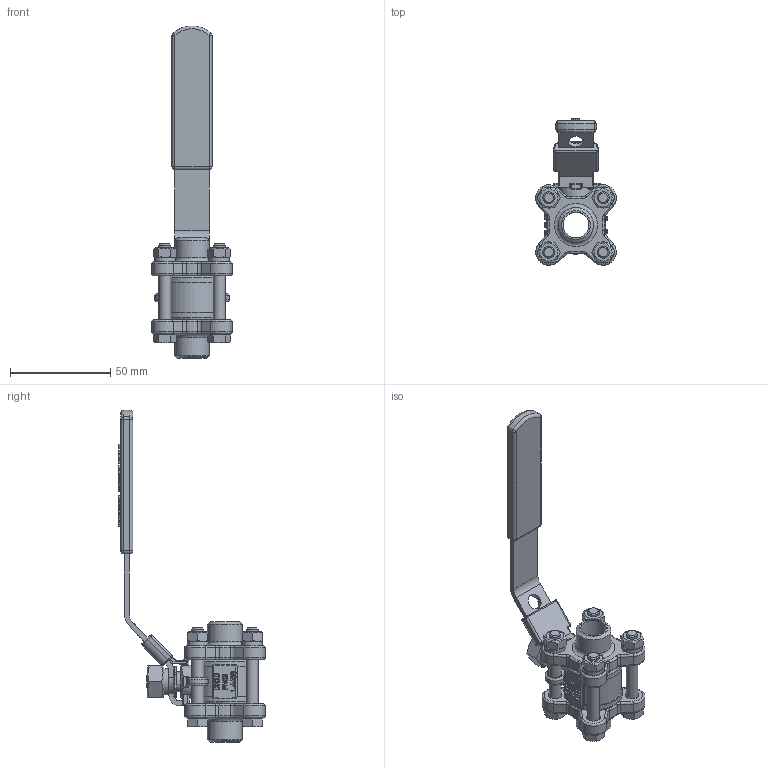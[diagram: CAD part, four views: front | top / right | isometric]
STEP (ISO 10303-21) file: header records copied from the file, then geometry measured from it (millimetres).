
FILE_DESCRIPTION(/* description */ ('791010'),/* implementation_level */ '2;1');
FILE_NAME(/* name */ '791010.stp',/* time_stamp */ '2015-02-18T14:59:06+01:00',/* author */ ('jmorand'),/* organization */ ('Sferaco'),/* preprocessor_version */ 'ST-DEVELOPER v15.6',/* originating_system */ 'Autodesk Inventor 2015',/* authorisation */ '');
FILE_SCHEMA (('AUTOMOTIVE_DESIGN { 1 0 10303 214 3 1 1 }'));
Length unit declared in the file: millimetre
Products named in the file (1): 791010_bd
Bounding box: 40.22 x 73.11 x 165.96 mm (x, y, z)
Volume: 53386.6 mm3; surface area: 28045.9 mm2
Topology: 1 solids, 3 shells, 1486 faces, 3813 edges, 2406 vertices
Faces by surface type: plane 657, bspline 403, cylinder 248, torus 108, cone 44, sphere 26
Full cylindrical faces by diameter (mm): 6 x8, 7 x10, 7.6 x1, 8.376 x1, 10 x5, 12.8 x1, 17.5 x2, 29 x2
Entity records: 49785 total; most frequent: CARTESIAN_POINT 15311, ORIENTED_EDGE 7450, DIRECTION 5672, EDGE_CURVE 3725, VERTEX_POINT 2380, LINE 1962, VECTOR 1962, AXIS2_PLACEMENT_3D 1855
